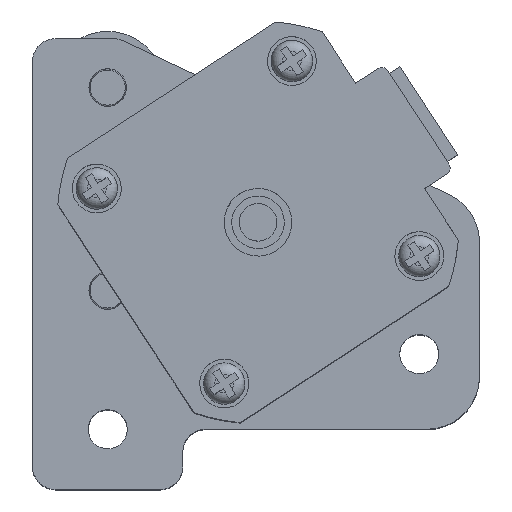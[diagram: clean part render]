
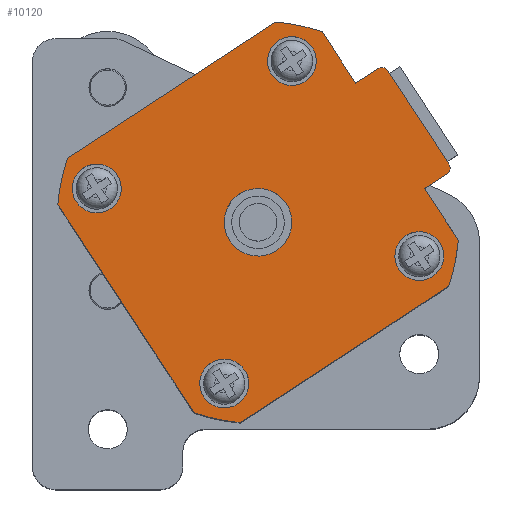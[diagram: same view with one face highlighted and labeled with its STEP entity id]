
A CAD part, top view. The second image highlights one B-rep face of the part: STEP entity #10120.
In plain terms, the highlighted face is planar.
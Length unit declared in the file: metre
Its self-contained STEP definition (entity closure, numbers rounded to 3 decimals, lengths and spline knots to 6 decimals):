
#323=LINE('',#16292,#1051);
#338=LINE('',#16328,#1066);
#349=LINE('',#16354,#1077);
#370=LINE('',#16446,#1098);
#373=LINE('',#16452,#1101);
#375=LINE('',#16458,#1103);
#566=LINE('',#17211,#1294);
#567=LINE('',#17212,#1295);
#1051=VECTOR('',#13094,1.);
#1066=VECTOR('',#13121,1.);
#1077=VECTOR('',#13140,1.);
#1098=VECTOR('',#13251,1.);
#1101=VECTOR('',#13256,1.);
#1103=VECTOR('',#13264,1.);
#1294=VECTOR('',#13789,1.);
#1295=VECTOR('',#13790,1.);
#3503=ORIENTED_EDGE('',*,*,#5634,.T.);
#3504=ORIENTED_EDGE('',*,*,#5332,.T.);
#3505=ORIENTED_EDGE('',*,*,#5228,.T.);
#3506=ORIENTED_EDGE('',*,*,#5280,.T.);
#3507=ORIENTED_EDGE('',*,*,#5384,.T.);
#3508=ORIENTED_EDGE('',*,*,#5225,.F.);
#3509=ORIENTED_EDGE('',*,*,#5217,.F.);
#3510=ORIENTED_EDGE('',*,*,#5221,.F.);
#3511=ORIENTED_EDGE('',*,*,#5220,.T.);
#3512=ORIENTED_EDGE('',*,*,#5511,.T.);
#3513=ORIENTED_EDGE('',*,*,#5203,.T.);
#3514=ORIENTED_EDGE('',*,*,#5159,.T.);
#3515=ORIENTED_EDGE('',*,*,#5206,.T.);
#3516=ORIENTED_EDGE('',*,*,#5172,.T.);
#3517=ORIENTED_EDGE('',*,*,#5198,.T.);
#3518=ORIENTED_EDGE('',*,*,#5141,.T.);
#3519=ORIENTED_EDGE('',*,*,#5201,.T.);
#3520=ORIENTED_EDGE('',*,*,#5510,.T.);
#3521=ORIENTED_EDGE('',*,*,#5223,.F.);
#5141=EDGE_CURVE('',#6489,#6488,#323,.T.);
#5159=EDGE_CURVE('',#6504,#6503,#338,.T.);
#5172=EDGE_CURVE('',#6515,#6514,#349,.T.);
#5198=EDGE_CURVE('',#6514,#6489,#7449,.T.);
#5201=EDGE_CURVE('',#6488,#6530,#7451,.T.);
#5203=EDGE_CURVE('',#6532,#6504,#7453,.T.);
#5206=EDGE_CURVE('',#6503,#6515,#7455,.T.);
#5217=EDGE_CURVE('',#6540,#6539,#370,.T.);
#5220=EDGE_CURVE('',#6541,#6542,#373,.T.);
#5221=EDGE_CURVE('',#6541,#6540,#7458,.T.);
#5223=EDGE_CURVE('',#6543,#6544,#375,.T.);
#5225=EDGE_CURVE('',#6539,#6543,#7459,.T.);
#5228=EDGE_CURVE('',#6547,#6547,#7462,.T.);
#5280=EDGE_CURVE('',#6583,#6583,#7470,.T.);
#5332=EDGE_CURVE('',#6619,#6619,#7478,.T.);
#5384=EDGE_CURVE('',#6655,#6655,#7486,.T.);
#5510=EDGE_CURVE('',#6530,#6544,#566,.T.);
#5511=EDGE_CURVE('',#6542,#6532,#567,.T.);
#5634=EDGE_CURVE('',#6819,#6819,#7507,.T.);
#6488=VERTEX_POINT('',#16291);
#6489=VERTEX_POINT('',#16293);
#6503=VERTEX_POINT('',#16327);
#6504=VERTEX_POINT('',#16329);
#6514=VERTEX_POINT('',#16353);
#6515=VERTEX_POINT('',#16355);
#6530=VERTEX_POINT('',#16411);
#6532=VERTEX_POINT('',#16417);
#6539=VERTEX_POINT('',#16443);
#6540=VERTEX_POINT('',#16445);
#6541=VERTEX_POINT('',#16449);
#6542=VERTEX_POINT('',#16451);
#6543=VERTEX_POINT('',#16457);
#6544=VERTEX_POINT('',#16459);
#6547=VERTEX_POINT('',#16470);
#6583=VERTEX_POINT('',#16615);
#6619=VERTEX_POINT('',#16760);
#6655=VERTEX_POINT('',#16905);
#6819=VERTEX_POINT('',#17468);
#7449=CIRCLE('',#11585,0.02675);
#7451=CIRCLE('',#11588,0.02675);
#7453=CIRCLE('',#11591,0.02675);
#7455=CIRCLE('',#11594,0.02675);
#7458=CIRCLE('',#11605,0.001);
#7459=CIRCLE('',#11608,0.001);
#7462=CIRCLE('',#11613,0.00325);
#7470=CIRCLE('',#11642,0.00325);
#7478=CIRCLE('',#11671,0.00325);
#7486=CIRCLE('',#11700,0.00325);
#7507=CIRCLE('',#11834,0.0045);
#8321=EDGE_LOOP('',(#3503));
#8322=EDGE_LOOP('',(#3504));
#8323=EDGE_LOOP('',(#3505));
#8324=EDGE_LOOP('',(#3506));
#8325=EDGE_LOOP('',(#3507));
#8326=EDGE_LOOP('',(#3508,#3509,#3510,#3511,#3512,#3513,#3514,#3515,#3516,
#3517,#3518,#3519,#3520,#3521));
#9127=FACE_BOUND('',#8321,.T.);
#9128=FACE_BOUND('',#8322,.T.);
#9129=FACE_BOUND('',#8323,.T.);
#9130=FACE_BOUND('',#8324,.T.);
#9131=FACE_BOUND('',#8325,.T.);
#9132=FACE_BOUND('',#8326,.T.);
#9738=PLANE('',#11833);
#10120=ADVANCED_FACE('',(#9127,#9128,#9129,#9130,#9131,#9132),#9738,.T.);
#11585=AXIS2_PLACEMENT_3D('',#16406,#13205,#13206);
#11588=AXIS2_PLACEMENT_3D('',#16412,#13212,#13213);
#11591=AXIS2_PLACEMENT_3D('',#16416,#13218,#13219);
#11594=AXIS2_PLACEMENT_3D('',#16421,#13225,#13226);
#11605=AXIS2_PLACEMENT_3D('',#16454,#13259,#13260);
#11608=AXIS2_PLACEMENT_3D('',#16462,#13268,#13269);
#11613=AXIS2_PLACEMENT_3D('',#16469,#13278,#13279);
#11642=AXIS2_PLACEMENT_3D('',#16614,#13368,#13369);
#11671=AXIS2_PLACEMENT_3D('',#16759,#13458,#13459);
#11700=AXIS2_PLACEMENT_3D('',#16904,#13548,#13549);
#11833=AXIS2_PLACEMENT_3D('',#17466,#14031,#14032);
#11834=AXIS2_PLACEMENT_3D('',#17467,#14033,#14034);
#13094=DIRECTION('',(0.,-1.,0.));
#13121=DIRECTION('',(0.,1.,0.));
#13140=DIRECTION('',(1.,0.,0.));
#13205=DIRECTION('',(0.,0.,-1.));
#13206=DIRECTION('',(1.,0.,0.));
#13212=DIRECTION('',(0.,0.,-1.));
#13213=DIRECTION('',(1.,0.,0.));
#13218=DIRECTION('',(0.,0.,-1.));
#13219=DIRECTION('',(1.,0.,0.));
#13225=DIRECTION('',(0.,0.,-1.));
#13226=DIRECTION('',(1.,0.,0.));
#13251=DIRECTION('',(1.,0.,0.));
#13256=DIRECTION('',(0.,1.,0.));
#13259=DIRECTION('',(0.,0.,1.));
#13260=DIRECTION('',(-0.707,-0.707,0.));
#13264=DIRECTION('',(0.,1.,0.));
#13268=DIRECTION('',(0.,0.,1.));
#13269=DIRECTION('',(0.707,-0.707,0.));
#13278=DIRECTION('',(0.,0.,1.));
#13279=DIRECTION('',(1.,0.,0.));
#13368=DIRECTION('',(0.,0.,1.));
#13369=DIRECTION('',(0.,1.,0.));
#13458=DIRECTION('',(0.,0.,1.));
#13459=DIRECTION('',(-1.,0.,0.));
#13548=DIRECTION('',(0.,0.,1.));
#13549=DIRECTION('',(0.,-1.,0.));
#13789=DIRECTION('',(-1.,0.,0.));
#13790=DIRECTION('',(-1.,0.,0.));
#14031=DIRECTION('',(0.,0.,-1.));
#14032=DIRECTION('',(-1.,0.,0.));
#14033=DIRECTION('',(0.,0.,1.));
#14034=DIRECTION('',(-1.,0.,0.));
#16291=CARTESIAN_POINT('',(0.021,-0.01657,-0.048));
#16292=CARTESIAN_POINT('',(0.021,0.008285,-0.048));
#16293=CARTESIAN_POINT('',(0.021,0.01657,-0.048));
#16327=CARTESIAN_POINT('',(-0.021,0.01657,-0.048));
#16328=CARTESIAN_POINT('',(-0.021,-0.008285,-0.048));
#16329=CARTESIAN_POINT('',(-0.021,-0.01657,-0.048));
#16353=CARTESIAN_POINT('',(0.01657,0.021,-0.048));
#16354=CARTESIAN_POINT('',(-0.008285,0.021,-0.048));
#16355=CARTESIAN_POINT('',(-0.01657,0.021,-0.048));
#16406=CARTESIAN_POINT('',(0.,0.,-0.048));
#16411=CARTESIAN_POINT('',(0.01657,-0.021,-0.048));
#16412=CARTESIAN_POINT('',(0.,0.,-0.048));
#16416=CARTESIAN_POINT('',(0.,0.,-0.048));
#16417=CARTESIAN_POINT('',(-0.01657,-0.021,-0.048));
#16421=CARTESIAN_POINT('',(0.,0.,-0.048));
#16443=CARTESIAN_POINT('',(0.007375,-0.0255,-0.048));
#16445=CARTESIAN_POINT('',(-0.007375,-0.0255,-0.048));
#16446=CARTESIAN_POINT('',(-0.008375,-0.0255,-0.048));
#16449=CARTESIAN_POINT('',(-0.008375,-0.0245,-0.048));
#16451=CARTESIAN_POINT('',(-0.008375,-0.021,-0.048));
#16452=CARTESIAN_POINT('',(-0.008375,-0.0255,-0.048));
#16454=CARTESIAN_POINT('',(-0.007375,-0.0245,-0.048));
#16457=CARTESIAN_POINT('',(0.008375,-0.0245,-0.048));
#16458=CARTESIAN_POINT('',(0.008375,-0.0255,-0.048));
#16459=CARTESIAN_POINT('',(0.008375,-0.021,-0.048));
#16462=CARTESIAN_POINT('',(0.007375,-0.0245,-0.048));
#16469=CARTESIAN_POINT('',(0.0155,0.0155,-0.048));
#16470=CARTESIAN_POINT('',(0.01875,0.0155,-0.048));
#16614=CARTESIAN_POINT('',(-0.0155,0.0155,-0.048));
#16615=CARTESIAN_POINT('',(-0.0155,0.01875,-0.048));
#16759=CARTESIAN_POINT('',(-0.0155,-0.0155,-0.048));
#16760=CARTESIAN_POINT('',(-0.01875,-0.0155,-0.048));
#16904=CARTESIAN_POINT('',(0.0155,-0.0155,-0.048));
#16905=CARTESIAN_POINT('',(0.0155,-0.01875,-0.048));
#17211=CARTESIAN_POINT('',(0.008285,-0.021,-0.048));
#17212=CARTESIAN_POINT('',(0.008285,-0.021,-0.048));
#17466=CARTESIAN_POINT('',(0.,0.,-0.048));
#17467=CARTESIAN_POINT('',(0.,0.,-0.048));
#17468=CARTESIAN_POINT('',(-0.0045,0.,-0.048));
